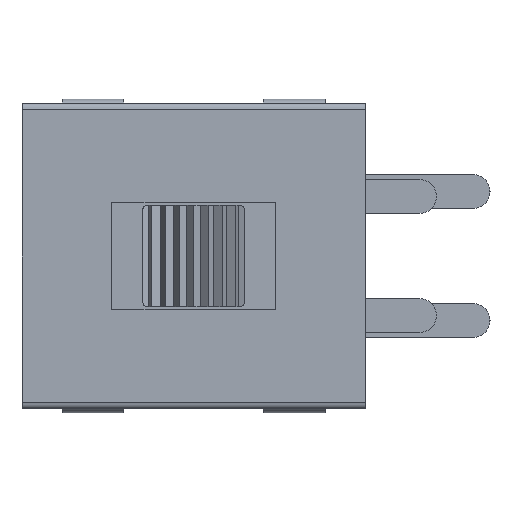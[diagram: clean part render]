
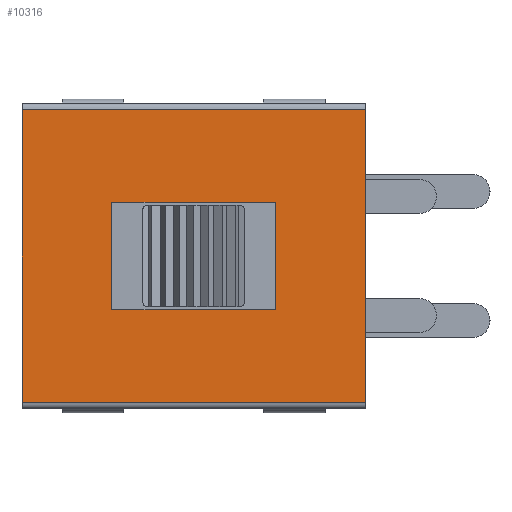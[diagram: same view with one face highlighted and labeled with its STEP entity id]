
A CAD part, left-side view. The second image highlights one B-rep face of the part: STEP entity #10316.
In plain terms, the highlighted face is planar.
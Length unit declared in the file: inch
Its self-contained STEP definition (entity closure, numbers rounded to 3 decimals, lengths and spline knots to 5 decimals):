
#9048=DIRECTION('',(-1.,0.,0.));
#9049=VECTOR('',#9048,0.50394);
#9050=CARTESIAN_POINT('',(0.25197,0.11417,
-0.21457));
#9051=LINE('',#9050,#9049);
#9084=DIRECTION('',(0.,0.,-1.));
#9085=VECTOR('',#9084,0.42913);
#9086=CARTESIAN_POINT('',(0.25197,0.11417,
0.21457));
#9087=LINE('',#9086,#9085);
#9133=DIRECTION('',(0.,0.,-1.));
#9134=VECTOR('',#9133,0.42913);
#9135=CARTESIAN_POINT('',(-0.25197,0.11417,
0.21457));
#9136=LINE('',#9135,#9134);
#9147=DIRECTION('',(1.,0.,0.));
#9148=VECTOR('',#9147,0.50394);
#9149=CARTESIAN_POINT('',(-0.25197,0.11417,
0.21457));
#9150=LINE('',#9149,#9148);
#9607=DIRECTION('',(0.,0.,-1.));
#9608=VECTOR('',#9607,0.15748);
#9609=CARTESIAN_POINT('',(0.12008,0.11417,
0.07874));
#9610=LINE('',#9609,#9608);
#9628=DIRECTION('',(-1.,0.,0.));
#9629=VECTOR('',#9628,0.24016);
#9630=CARTESIAN_POINT('',(0.12008,0.11417,
-0.07874));
#9631=LINE('',#9630,#9629);
#9642=DIRECTION('',(0.,0.,1.));
#9643=VECTOR('',#9642,0.15748);
#9644=CARTESIAN_POINT('',(-0.12008,0.11417,
-0.07874));
#9645=LINE('',#9644,#9643);
#9649=DIRECTION('',(1.,0.,0.));
#9650=VECTOR('',#9649,0.24016);
#9651=CARTESIAN_POINT('',(-0.12008,0.11417,
0.07874));
#9652=LINE('',#9651,#9650);
#10005=CARTESIAN_POINT('',(0.25197,0.11417,
-0.21457));
#10006=CARTESIAN_POINT('',(-0.25197,0.11417,
-0.21457));
#10007=VERTEX_POINT('',#10005);
#10008=VERTEX_POINT('',#10006);
#10009=CARTESIAN_POINT('',(-0.25197,0.11417,
0.21457));
#10010=VERTEX_POINT('',#10009);
#10011=CARTESIAN_POINT('',(0.25197,0.11417,
0.21457));
#10012=VERTEX_POINT('',#10011);
#10013=CARTESIAN_POINT('',(0.12008,0.11417,
0.07874));
#10014=CARTESIAN_POINT('',(0.12008,0.11417,
-0.07874));
#10015=VERTEX_POINT('',#10013);
#10016=VERTEX_POINT('',#10014);
#10017=CARTESIAN_POINT('',(-0.12008,0.11417,
0.07874));
#10018=VERTEX_POINT('',#10017);
#10019=CARTESIAN_POINT('',(-0.12008,0.11417,
-0.07874));
#10020=VERTEX_POINT('',#10019);
#10294=CARTESIAN_POINT('',(0.,0.11417,0.));
#10295=DIRECTION('',(0.,1.,0.));
#10296=DIRECTION('',(1.,0.,0.));
#10297=AXIS2_PLACEMENT_3D('',#10294,#10295,#10296);
#10298=PLANE('',#10297);
#10299=ORIENTED_EDGE('',*,*,#10223,.F.);
#10300=ORIENTED_EDGE('',*,*,#10250,.F.);
#10302=ORIENTED_EDGE('',*,*,#10301,.F.);
#10303=ORIENTED_EDGE('',*,*,#10285,.T.);
#10304=EDGE_LOOP('',(#10299,#10300,#10302,#10303));
#10305=FACE_OUTER_BOUND('',#10304,.F.);
#10307=ORIENTED_EDGE('',*,*,#10306,.T.);
#10309=ORIENTED_EDGE('',*,*,#10308,.T.);
#10311=ORIENTED_EDGE('',*,*,#10310,.T.);
#10313=ORIENTED_EDGE('',*,*,#10312,.T.);
#10314=EDGE_LOOP('',(#10307,#10309,#10311,#10313));
#10315=FACE_BOUND('',#10314,.F.);
#10223=EDGE_CURVE('',#10007,#10008,#9051,.T.);
#10250=EDGE_CURVE('',#10012,#10007,#9087,.T.);
#10285=EDGE_CURVE('',#10010,#10008,#9136,.T.);
#10301=EDGE_CURVE('',#10010,#10012,#9150,.T.);
#10306=EDGE_CURVE('',#10015,#10016,#9610,.T.);
#10308=EDGE_CURVE('',#10016,#10020,#9631,.T.);
#10310=EDGE_CURVE('',#10020,#10018,#9645,.T.);
#10312=EDGE_CURVE('',#10018,#10015,#9652,.T.);
#10316=ADVANCED_FACE('',(#10305,#10315),#10298,.T.);
